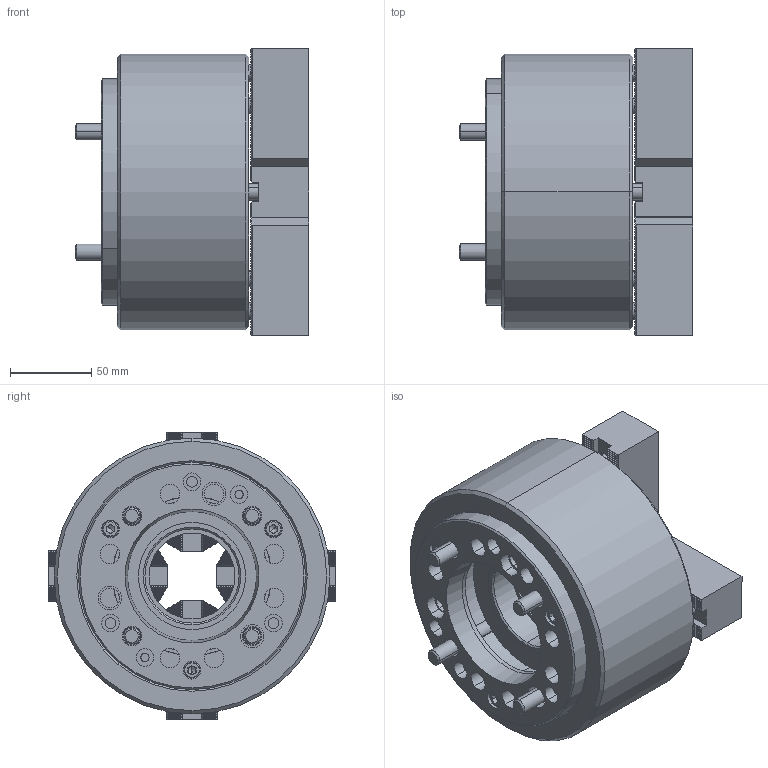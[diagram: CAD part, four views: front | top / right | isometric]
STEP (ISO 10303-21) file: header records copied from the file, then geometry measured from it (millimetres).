
FILE_DESCRIPTION (( 'STEP AP203' ), '1' );
FILE_NAME ('CF-4H-206A5.STEP', '2023-12-27T02:56:15', ( '' ), ( '' ), 'SwSTEP 2.0', 'SolidWorks 2020', '' );
FILE_SCHEMA (( 'CONFIG_CONTROL_DESIGN' ));
Length unit declared in the file: millimetre
Products named in the file (10): 圓頭內六角螺栓_M10x25; 圓頭內六角螺栓_M6x20; CF-4H-206-05000; 半圓頭六角孔螺栓_M5x10; CF-4H-206-01000; CF-3H-06-11000-A5法蘭; CF-4H-206-02000; SJ-06; 圓頭內六角螺栓_M10x95; CF-4H-206A5
Assembly tree (27 placements, depth 2):
  CF-4H-206A5
    CF-4H-206-01000
    CF-4H-206-02000
    圓頭內六角螺栓_M10x95  x4
    圓頭內六角螺栓_M10x25  x8
    圓頭內六角螺栓_M6x20  x3
    CF-4H-206-05000
    半圓頭六角孔螺栓_M5x10  x4
    CF-3H-06-11000-A5法蘭
    SJ-06  x4
Bounding box: 144 x 176.72 x 176.72 mm (x, y, z)
Volume: 1905381.1 mm3; surface area: 294048.2 mm2
Topology: 27 solids, 27 shells, 2380 faces, 6603 edges, 4304 vertices
Faces by surface type: plane 1571, cylinder 657, cone 142, torus 10
Entity records: 25401 total; most frequent: CARTESIAN_POINT 4825, ORIENTED_EDGE 4082, DIRECTION 3857, EDGE_CURVE 2041, VECTOR 1359, LINE 1359, VERTEX_POINT 1337, AXIS2_PLACEMENT_3D 1249
